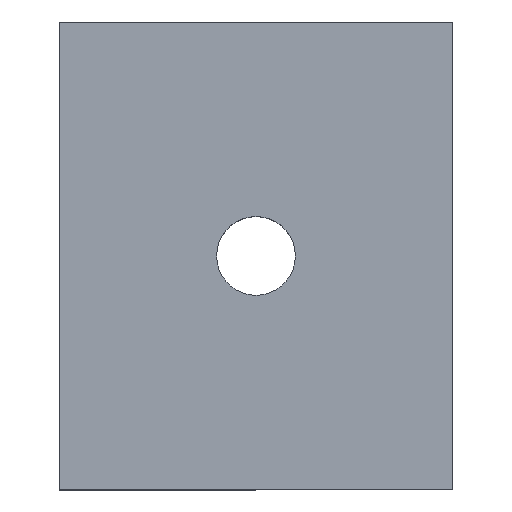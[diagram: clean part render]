
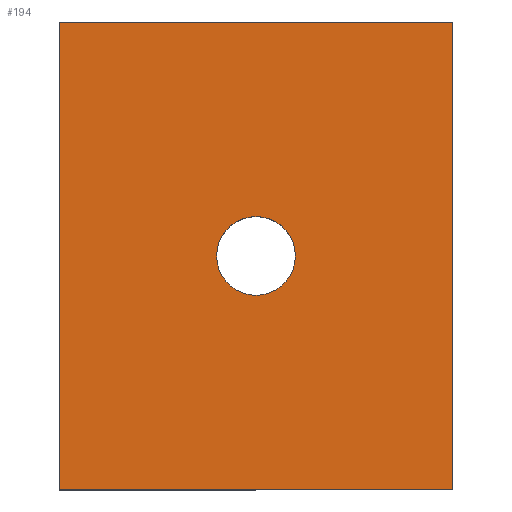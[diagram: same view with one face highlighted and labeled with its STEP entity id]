
A CAD part, top view. The second image highlights one B-rep face of the part: STEP entity #194.
In plain terms, the highlighted planar face has unit normal (0, 0, 1).
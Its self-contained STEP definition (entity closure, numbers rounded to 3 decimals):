
#2 = CIRCLE ( 'NONE', #168, 1.6 ) ;
#4 = DIRECTION ( 'NONE',  ( 0., 0., 1. ) ) ;
#5 = DIRECTION ( 'NONE',  ( 1., 0., 0. ) ) ;
#11 = AXIS2_PLACEMENT_3D ( 'NONE', #117, #128, #137 ) ;
#12 = VERTEX_POINT ( 'NONE', #233 ) ;
#18 = CARTESIAN_POINT ( 'NONE',  ( 6.4, 9.5, 4. ) ) ;
#32 = EDGE_CURVE ( 'NONE', #95, #113, #259, .T. ) ;
#35 = ORIENTED_EDGE ( 'NONE', *, *, #174, .T. ) ;
#44 = ORIENTED_EDGE ( 'NONE', *, *, #182, .T. ) ;
#45 = DIRECTION ( 'NONE',  ( 1., 0., 0. ) ) ;
#46 = CARTESIAN_POINT ( 'NONE',  ( 8., 9.5, 4. ) ) ;
#47 = AXIS2_PLACEMENT_3D ( 'NONE', #85, #64, #45 ) ;
#55 = CARTESIAN_POINT ( 'NONE',  ( 16., 0., 4. ) ) ;
#63 = LINE ( 'NONE', #220, #119 ) ;
#64 = DIRECTION ( 'NONE',  ( 0., 0., 1. ) ) ;
#70 = CARTESIAN_POINT ( 'NONE',  ( 0., 0., 4. ) ) ;
#83 = ORIENTED_EDGE ( 'NONE', *, *, #101, .F. ) ;
#85 = CARTESIAN_POINT ( 'NONE',  ( 8., 9.5, 4. ) ) ;
#92 = EDGE_CURVE ( 'NONE', #140, #105, #173, .T. ) ;
#94 = PLANE ( 'NONE',  #11 ) ;
#95 = VERTEX_POINT ( 'NONE', #127 ) ;
#101 = EDGE_CURVE ( 'NONE', #105, #140, #2, .T. ) ;
#105 = VERTEX_POINT ( 'NONE', #18 ) ;
#113 = VERTEX_POINT ( 'NONE', #262 ) ;
#117 = CARTESIAN_POINT ( 'NONE',  ( 0., 19., 4. ) ) ;
#119 = VECTOR ( 'NONE', #164, 1000. ) ;
#127 = CARTESIAN_POINT ( 'NONE',  ( 0., 19., 4. ) ) ;
#128 = DIRECTION ( 'NONE',  ( 0., 0., -1. ) ) ;
#137 = DIRECTION ( 'NONE',  ( -1., 0., 0. ) ) ;
#139 = ORIENTED_EDGE ( 'NONE', *, *, #144, .T. ) ;
#140 = VERTEX_POINT ( 'NONE', #218 ) ;
#141 = FACE_BOUND ( 'NONE', #255, .T. ) ;
#144 = EDGE_CURVE ( 'NONE', #249, #12, #175, .T. ) ;
#148 = EDGE_LOOP ( 'NONE', ( #157, #35, #139, #44 ) ) ;
#149 = DIRECTION ( 'NONE',  ( -1., 0., 0. ) ) ;
#150 = DIRECTION ( 'NONE',  ( 0., -1., 0. ) ) ;
#157 = ORIENTED_EDGE ( 'NONE', *, *, #32, .T. ) ;
#164 = DIRECTION ( 'NONE',  ( 1., 0., 0. ) ) ;
#165 = CARTESIAN_POINT ( 'NONE',  ( 0., 19., 4. ) ) ;
#168 = AXIS2_PLACEMENT_3D ( 'NONE', #46, #4, #5 ) ;
#173 = CIRCLE ( 'NONE', #47, 1.6 ) ;
#174 = EDGE_CURVE ( 'NONE', #113, #249, #63, .T. ) ;
#175 = LINE ( 'NONE', #252, #241 ) ;
#181 = DIRECTION ( 'NONE',  ( 0., 1., 0. ) ) ;
#182 = EDGE_CURVE ( 'NONE', #12, #95, #195, .T. ) ;
#186 = ORIENTED_EDGE ( 'NONE', *, *, #92, .F. ) ;
#194 = ADVANCED_FACE ( 'NONE', ( #253, #141 ), #94, .F. ) ;
#195 = LINE ( 'NONE', #165, #257 ) ;
#218 = CARTESIAN_POINT ( 'NONE',  ( 9.6, 9.5, 4. ) ) ;
#220 = CARTESIAN_POINT ( 'NONE',  ( 0., 0., 4. ) ) ;
#233 = CARTESIAN_POINT ( 'NONE',  ( 16., 19., 4. ) ) ;
#241 = VECTOR ( 'NONE', #181, 1000. ) ;
#249 = VERTEX_POINT ( 'NONE', #55 ) ;
#252 = CARTESIAN_POINT ( 'NONE',  ( 16., 0., 4. ) ) ;
#253 = FACE_OUTER_BOUND ( 'NONE', #148, .T. ) ;
#255 = EDGE_LOOP ( 'NONE', ( #83, #186 ) ) ;
#257 = VECTOR ( 'NONE', #149, 1000. ) ;
#259 = LINE ( 'NONE', #70, #268 ) ;
#262 = CARTESIAN_POINT ( 'NONE',  ( 0., 0., 4. ) ) ;
#268 = VECTOR ( 'NONE', #150, 1000. ) ;
